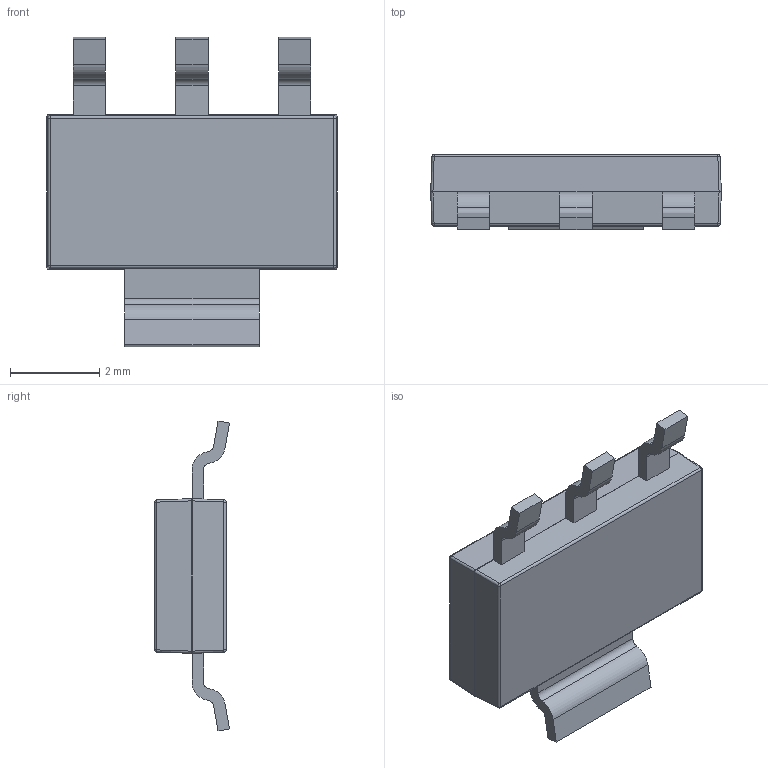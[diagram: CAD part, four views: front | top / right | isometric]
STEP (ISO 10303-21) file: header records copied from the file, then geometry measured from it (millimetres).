
FILE_DESCRIPTION (( 'STEP AP214' ), '1' );
FILE_NAME ('FE6E24AF-B0E8-4A9F-8AB3-71C5249F13A1.STEP', '2023-08-21T11:55:31', ( '' ), ( '' ), 'SwSTEP 2.0', 'SolidWorks 2022', '' );
FILE_SCHEMA (( 'AUTOMOTIVE_DESIGN' ));
Length unit declared in the file: millimetre
Products named in the file (1): FE6E24AF-B0E8-4A9F-8AB3-71C5249F13A1
Bounding box: 6.5 x 1.68 x 6.93 mm (x, y, z)
Volume: 38.2 mm3; surface area: 99.2 mm2
Topology: 1 solids, 1 shells, 88 faces, 226 edges, 132 vertices
Faces by surface type: plane 38, cylinder 36, sphere 14
Entity records: 3106 total; most frequent: DIRECTION 482, CARTESIAN_POINT 439, ORIENTED_EDGE 436, EDGE_CURVE 218, AXIS2_PLACEMENT_3D 175, VECTOR 132, LINE 132, VERTEX_POINT 132
